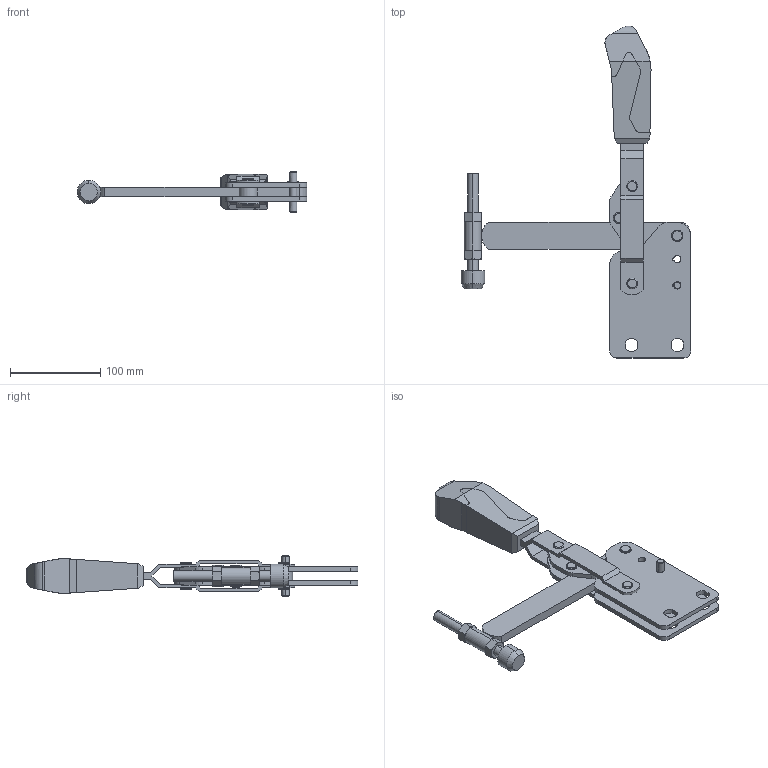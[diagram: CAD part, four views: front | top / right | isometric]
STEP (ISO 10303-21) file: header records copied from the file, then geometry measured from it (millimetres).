
FILE_DESCRIPTION(('STEP AP214'),'1');
FILE_NAME('HALDERN_EH_23330_0217.stp','2020-02-17T07:50:22',('TraceParts'),('TraceParts S.A.'),'Spatial InterOp 3D',' ',' ');
FILE_SCHEMA(('AUTOMOTIVE_DESIGN { 1 0 10303 214 1 1 1 1 }'));
Length unit declared in the file: millimetre
Products named in the file (1): HALDERN_EH_23330_0217_1
Bounding box: 254.5 x 368 x 45 mm (x, y, z)
Volume: 451565 mm3; surface area: 139111.4 mm2
Topology: 7 solids, 8 shells, 396 faces, 994 edges, 634 vertices
Faces by surface type: cylinder 165, plane 143, cone 70, torus 18
Entity records: 15755 total; most frequent: CARTESIAN_POINT 2793, DIRECTION 2120, ORIENTED_EDGE 1988, EDGE_CURVE 994, AXIS2_PLACEMENT_3D 817, VERTEX_POINT 634, LINE 486, VECTOR 486
